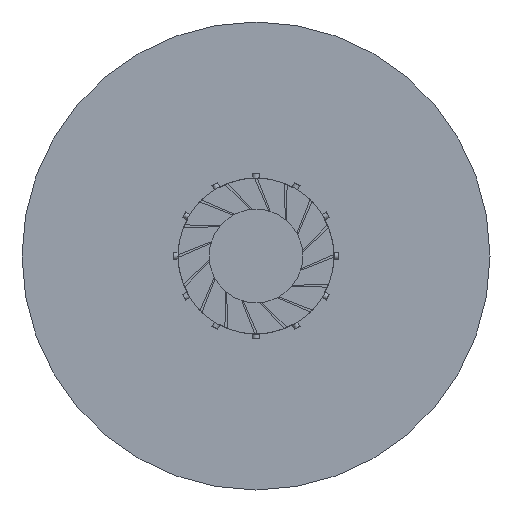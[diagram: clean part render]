
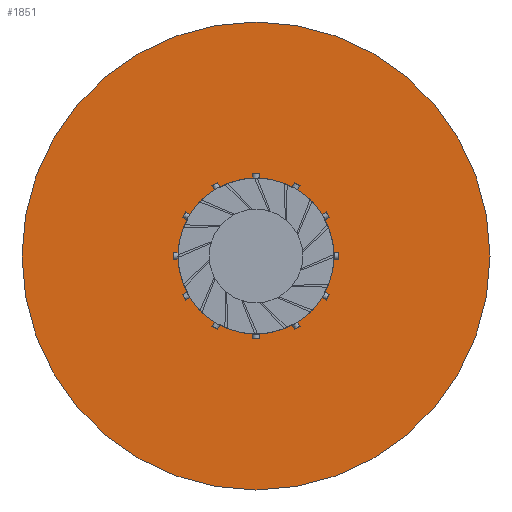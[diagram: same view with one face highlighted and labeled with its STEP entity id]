
A CAD part, left-side view. The second image highlights one B-rep face of the part: STEP entity #1851.
In plain terms, the highlighted planar face has unit normal (-1, 0, 0).
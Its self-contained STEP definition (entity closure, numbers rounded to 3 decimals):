
#7 = CARTESIAN_POINT ( 'NONE',  ( 67., 0., 150. ) ) ;
#18 = ORIENTED_EDGE ( 'NONE', *, *, #4018, .F. ) ;
#93 = CARTESIAN_POINT ( 'NONE',  ( 67., 0., -150. ) ) ;
#99 = EDGE_LOOP ( 'NONE', ( #3453, #776 ) ) ;
#132 = CIRCLE ( 'NONE', #732, 50. ) ;
#212 = CARTESIAN_POINT ( 'NONE',  ( 67., 0., 0. ) ) ;
#357 = FACE_OUTER_BOUND ( 'NONE', #99, .T. ) ;
#439 = CARTESIAN_POINT ( 'NONE',  ( 67., 0., 0. ) ) ;
#476 = VERTEX_POINT ( 'NONE', #93 ) ;
#584 = VERTEX_POINT ( 'NONE', #1863 ) ;
#689 = PLANE ( 'NONE',  #1353 ) ;
#732 = AXIS2_PLACEMENT_3D ( 'NONE', #212, #1509, #3296 ) ;
#776 = ORIENTED_EDGE ( 'NONE', *, *, #2407, .T. ) ;
#805 = DIRECTION ( 'NONE',  ( 0., 0., 1. ) ) ;
#1054 = CARTESIAN_POINT ( 'NONE',  ( 67., 50., 0. ) ) ;
#1074 = CIRCLE ( 'NONE', #3622, 50. ) ;
#1353 = AXIS2_PLACEMENT_3D ( 'NONE', #1054, #3311, #2326 ) ;
#1509 = DIRECTION ( 'NONE',  ( -1., 0., 0. ) ) ;
#1568 = EDGE_CURVE ( 'NONE', #584, #3867, #1074, .T. ) ;
#1851 = ADVANCED_FACE ( 'NONE', ( #2014, #357 ), #689, .F. ) ;
#1863 = CARTESIAN_POINT ( 'NONE',  ( 67., 0., -50. ) ) ;
#1916 = EDGE_LOOP ( 'NONE', ( #18, #4209 ) ) ;
#2014 = FACE_BOUND ( 'NONE', #1916, .T. ) ;
#2178 = AXIS2_PLACEMENT_3D ( 'NONE', #2728, #2475, #4124 ) ;
#2287 = EDGE_CURVE ( 'NONE', #3033, #476, #4168, .T. ) ;
#2326 = DIRECTION ( 'NONE',  ( 0., 0., -1. ) ) ;
#2395 = CARTESIAN_POINT ( 'NONE',  ( 67., 0., 50. ) ) ;
#2407 = EDGE_CURVE ( 'NONE', #476, #3033, #3276, .T. ) ;
#2475 = DIRECTION ( 'NONE',  ( -1., 0., 0. ) ) ;
#2687 = CARTESIAN_POINT ( 'NONE',  ( 67., 0., 0. ) ) ;
#2728 = CARTESIAN_POINT ( 'NONE',  ( 67., 0., 0. ) ) ;
#3029 = DIRECTION ( 'NONE',  ( -1., 0., 0. ) ) ;
#3033 = VERTEX_POINT ( 'NONE', #7 ) ;
#3276 = CIRCLE ( 'NONE', #2178, 150. ) ;
#3296 = DIRECTION ( 'NONE',  ( 0., 0., 1. ) ) ;
#3311 = DIRECTION ( 'NONE',  ( 1., 0., 0. ) ) ;
#3432 = DIRECTION ( 'NONE',  ( -1., 0., 0. ) ) ;
#3453 = ORIENTED_EDGE ( 'NONE', *, *, #2287, .T. ) ;
#3622 = AXIS2_PLACEMENT_3D ( 'NONE', #439, #3432, #805 ) ;
#3625 = AXIS2_PLACEMENT_3D ( 'NONE', #2687, #3029, #4022 ) ;
#3867 = VERTEX_POINT ( 'NONE', #2395 ) ;
#4018 = EDGE_CURVE ( 'NONE', #3867, #584, #132, .T. ) ;
#4022 = DIRECTION ( 'NONE',  ( 0., 0., 1. ) ) ;
#4124 = DIRECTION ( 'NONE',  ( 0., 0., 1. ) ) ;
#4168 = CIRCLE ( 'NONE', #3625, 150. ) ;
#4209 = ORIENTED_EDGE ( 'NONE', *, *, #1568, .F. ) ;
